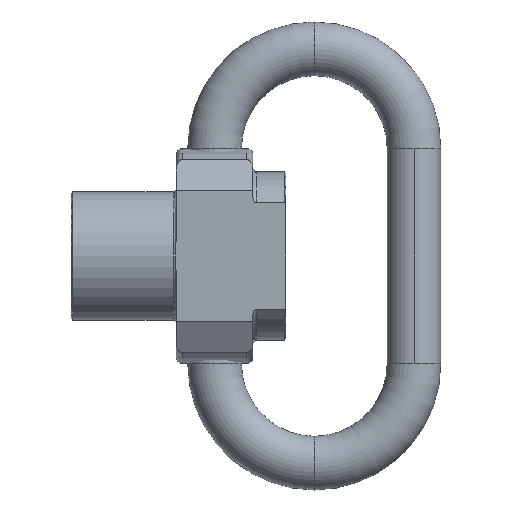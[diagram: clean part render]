
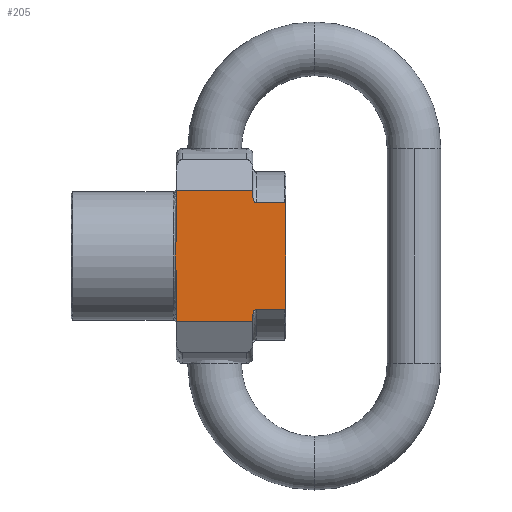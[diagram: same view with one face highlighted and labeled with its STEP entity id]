
A CAD part, front view. The second image highlights one B-rep face of the part: STEP entity #205.
In plain terms, the highlighted planar face has unit normal (0, -1, 0).
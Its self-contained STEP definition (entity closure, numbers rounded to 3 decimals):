
#205=ADVANCED_FACE('',(#430),#431,.T.);
#430=FACE_OUTER_BOUND('',#676,.T.);
#431=PLANE('',#677);
#676=EDGE_LOOP('',(#1198,#1199,#1200,#1201,#1202,#1203,#1204,#1205,#1206,#1207,#1208,#1209,#1210,#1211));
#677=AXIS2_PLACEMENT_3D('',#1212,#1213,#1214);
#1198=ORIENTED_EDGE('',*,*,#1635,.F.);
#1199=ORIENTED_EDGE('',*,*,#1607,.F.);
#1200=ORIENTED_EDGE('',*,*,#1583,.T.);
#1201=ORIENTED_EDGE('',*,*,#1586,.F.);
#1202=ORIENTED_EDGE('',*,*,#1442,.F.);
#1203=ORIENTED_EDGE('',*,*,#1636,.T.);
#1204=ORIENTED_EDGE('',*,*,#1575,.F.);
#1205=ORIENTED_EDGE('',*,*,#1451,.F.);
#1206=ORIENTED_EDGE('',*,*,#1447,.T.);
#1207=ORIENTED_EDGE('',*,*,#1629,.F.);
#1208=ORIENTED_EDGE('',*,*,#1637,.T.);
#1209=ORIENTED_EDGE('',*,*,#1620,.F.);
#1210=ORIENTED_EDGE('',*,*,#1579,.T.);
#1211=ORIENTED_EDGE('',*,*,#1599,.F.);
#1212=CARTESIAN_POINT('',(14.0,-4.25,-5.562));
#1213=DIRECTION('',(0.0,-1.0,0.0));
#1214=DIRECTION('',(0.0,0.0,-1.0));
#1442=EDGE_CURVE('',#1706,#1708,#1709,.T.);
#1447=EDGE_CURVE('',#1717,#1715,#1718,.T.);
#1451=EDGE_CURVE('',#1717,#1723,#1724,.T.);
#1575=EDGE_CURVE('',#1723,#1909,#1910,.T.);
#1579=EDGE_CURVE('',#1915,#1913,#1916,.T.);
#1583=EDGE_CURVE('',#1921,#1919,#1922,.T.);
#1586=EDGE_CURVE('',#1708,#1919,#1925,.T.);
#1599=EDGE_CURVE('',#1940,#1913,#1942,.T.);
#1607=EDGE_CURVE('',#1921,#1949,#1954,.T.);
#1620=EDGE_CURVE('',#1915,#1972,#1973,.T.);
#1629=EDGE_CURVE('',#1983,#1715,#1985,.T.);
#1635=EDGE_CURVE('',#1949,#1940,#1991,.T.);
#1636=EDGE_CURVE('',#1706,#1909,#1992,.T.);
#1637=EDGE_CURVE('',#1983,#1972,#1993,.T.);
#1706=VERTEX_POINT('',#2083);
#1708=VERTEX_POINT('',#2085);
#1709=B_SPLINE_CURVE_WITH_KNOTS('',3,(#2086,#2087,#2088,#2089),.UNSPECIFIED.,.F.,.F.,(4,4),(0.018,0.018),.UNSPECIFIED.);
#1715=VERTEX_POINT('',#2095);
#1717=VERTEX_POINT('',#2097);
#1718=B_SPLINE_CURVE_WITH_KNOTS('',3,(#2098,#2099,#2100,#2101,#2102,#2103,#2104,#2105,#2106,#2107),.UNSPECIFIED.,.F.,.F.,(4,2,2,2,4),(-0.075,-0.068,-0.06,-0.05,-0.037),.UNSPECIFIED.);
#1723=VERTEX_POINT('',#2113);
#1724=LINE('',#2114,#2115);
#1909=VERTEX_POINT('',#2381);
#1910=B_SPLINE_CURVE_WITH_KNOTS('',3,(#2382,#2383,#2384,#2385),.UNSPECIFIED.,.F.,.F.,(4,4),(0.01,0.01),.UNSPECIFIED.);
#1913=VERTEX_POINT('',#2388);
#1915=VERTEX_POINT('',#2390);
#1916=B_SPLINE_CURVE_WITH_KNOTS('',3,(#2391,#2392,#2393,#2394,#2395,#2396,#2397,#2398,#2399,#2400,#2401),.UNSPECIFIED.,.F.,.F.,(4,2,3,2,4),(0.585,0.62,0.692,0.764,0.799),.UNSPECIFIED.);
#1919=VERTEX_POINT('',#2404);
#1921=VERTEX_POINT('',#2406);
#1922=B_SPLINE_CURVE_WITH_KNOTS('',3,(#2407,#2408,#2409,#2410,#2411,#2412,#2413,#2414,#2415,#2416),.UNSPECIFIED.,.F.,.F.,(4,2,2,2,4),(-0.113,-0.1,-0.089,-0.081,-0.075),.UNSPECIFIED.);
#1925=LINE('',#2419,#2420);
#1940=VERTEX_POINT('',#2454);
#1942=LINE('',#2457,#2458);
#1949=VERTEX_POINT('',#2467);
#1954=LINE('',#2475,#2476);
#1972=VERTEX_POINT('',#2521);
#1973=LINE('',#2522,#2523);
#1983=VERTEX_POINT('',#2536);
#1985=LINE('',#2539,#2540);
#1991=LINE('',#2556,#2557);
#1992=LINE('',#2558,#2559);
#1993=LINE('',#2560,#2561);
#2083=CARTESIAN_POINT('',(14.0,-4.25,-3.331));
#2085=CARTESIAN_POINT('',(13.9,-4.25,-3.491));
#2086=CARTESIAN_POINT('',(14.0,-4.25,-3.331));
#2087=CARTESIAN_POINT('',(13.967,-4.25,-3.385));
#2088=CARTESIAN_POINT('',(13.934,-4.25,-3.438));
#2089=CARTESIAN_POINT('',(13.9,-4.25,-3.491));
#2095=CARTESIAN_POINT('',(11.85,-4.25,3.798));
#2097=CARTESIAN_POINT('',(12.05,-4.25,3.491));
#2098=CARTESIAN_POINT('',(12.05,-4.25,3.491));
#2099=CARTESIAN_POINT('',(12.029,-4.25,3.491));
#2100=CARTESIAN_POINT('',(12.004,-4.25,3.498));
#2101=CARTESIAN_POINT('',(11.961,-4.25,3.521));
#2102=CARTESIAN_POINT('',(11.937,-4.25,3.543));
#2103=CARTESIAN_POINT('',(11.899,-4.25,3.593));
#2104=CARTESIAN_POINT('',(11.881,-4.25,3.632));
#2105=CARTESIAN_POINT('',(11.857,-4.25,3.706));
#2106=CARTESIAN_POINT('',(11.85,-4.25,3.756));
#2107=CARTESIAN_POINT('',(11.85,-4.25,3.798));
#2113=CARTESIAN_POINT('',(13.9,-4.25,3.491));
#2114=CARTESIAN_POINT('',(14.0,-4.25,3.491));
#2115=VECTOR('',#2669,1000.0);
#2381=CARTESIAN_POINT('',(14.0,-4.25,3.331));
#2382=CARTESIAN_POINT('',(13.9,-4.25,3.491));
#2383=CARTESIAN_POINT('',(13.934,-4.25,3.438));
#2384=CARTESIAN_POINT('',(13.967,-4.25,3.385));
#2385=CARTESIAN_POINT('',(14.0,-4.25,3.331));
#2388=CARTESIAN_POINT('',(6.85,-4.25,-1.139));
#2390=CARTESIAN_POINT('',(6.85,-4.25,1.139));
#2391=CARTESIAN_POINT('',(6.85,-4.25,1.139));
#2392=CARTESIAN_POINT('',(6.85,-4.25,1.021));
#2393=CARTESIAN_POINT('',(6.842,-4.25,0.879));
#2394=CARTESIAN_POINT('',(6.813,-4.25,0.524));
#2395=CARTESIAN_POINT('',(6.782,-4.25,0.239));
#2396=CARTESIAN_POINT('',(6.782,-4.25,0.0));
#2397=CARTESIAN_POINT('',(6.782,-4.25,-0.239));
#2398=CARTESIAN_POINT('',(6.813,-4.25,-0.524));
#2399=CARTESIAN_POINT('',(6.842,-4.25,-0.879));
#2400=CARTESIAN_POINT('',(6.85,-4.25,-1.021));
#2401=CARTESIAN_POINT('',(6.85,-4.25,-1.139));
#2404=CARTESIAN_POINT('',(12.05,-4.25,-3.491));
#2406=CARTESIAN_POINT('',(11.85,-4.25,-3.798));
#2407=CARTESIAN_POINT('',(11.85,-4.25,-3.798));
#2408=CARTESIAN_POINT('',(11.85,-4.25,-3.756));
#2409=CARTESIAN_POINT('',(11.857,-4.25,-3.706));
#2410=CARTESIAN_POINT('',(11.881,-4.25,-3.632));
#2411=CARTESIAN_POINT('',(11.899,-4.25,-3.593));
#2412=CARTESIAN_POINT('',(11.937,-4.25,-3.543));
#2413=CARTESIAN_POINT('',(11.961,-4.25,-3.521));
#2414=CARTESIAN_POINT('',(12.004,-4.25,-3.498));
#2415=CARTESIAN_POINT('',(12.029,-4.25,-3.491));
#2416=CARTESIAN_POINT('',(12.05,-4.25,-3.491));
#2419=CARTESIAN_POINT('',(14.0,-4.25,-3.491));
#2420=VECTOR('',#2891,1000.0);
#2454=CARTESIAN_POINT('',(6.85,-4.25,-4.278));
#2457=CARTESIAN_POINT('',(6.85,-4.25,0.0));
#2458=VECTOR('',#2903,1000.0);
#2467=CARTESIAN_POINT('',(11.85,-4.25,-4.278));
#2475=CARTESIAN_POINT('',(11.85,-4.25,0.0));
#2476=VECTOR('',#2912,1000.0);
#2521=CARTESIAN_POINT('',(6.85,-4.25,4.278));
#2522=CARTESIAN_POINT('',(6.85,-4.25,0.0));
#2523=VECTOR('',#2919,1000.0);
#2536=CARTESIAN_POINT('',(11.85,-4.25,4.278));
#2539=CARTESIAN_POINT('',(11.85,-4.25,0.0));
#2540=VECTOR('',#2930,1000.0);
#2556=CARTESIAN_POINT('',(14.001,-4.25,-4.278));
#2557=VECTOR('',#2935,1000.0);
#2558=CARTESIAN_POINT('',(14.0,-4.25,-5.562));
#2559=VECTOR('',#2936,1000.0);
#2560=CARTESIAN_POINT('',(14.001,-4.25,4.278));
#2561=VECTOR('',#2937,1000.0);
#2669=DIRECTION('',(1.0,0.0,0.0));
#2891=DIRECTION('',(-1.0,0.0,0.0));
#2903=DIRECTION('',(0.0,0.0,1.0));
#2912=DIRECTION('',(0.0,0.0,-1.0));
#2919=DIRECTION('',(0.0,0.0,1.0));
#2930=DIRECTION('',(0.0,0.0,-1.0));
#2935=DIRECTION('',(-1.0,0.,0.0));
#2936=DIRECTION('',(0.0,0.0,1.0));
#2937=DIRECTION('',(-1.0,0.,0.0));
